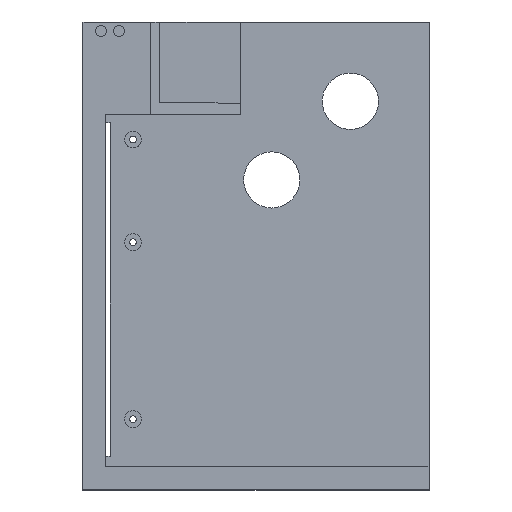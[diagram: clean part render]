
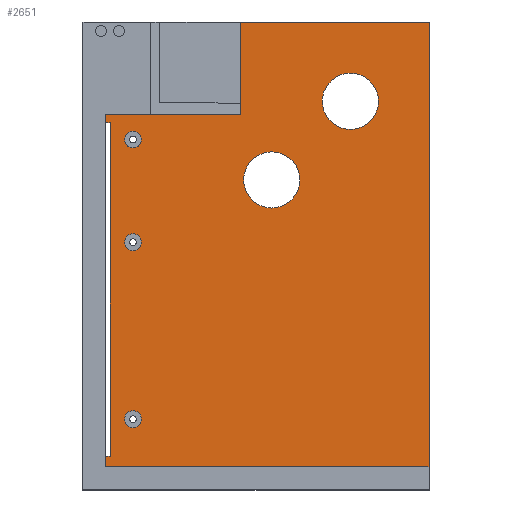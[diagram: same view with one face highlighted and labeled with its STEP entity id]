
A CAD part, top view. The second image highlights one B-rep face of the part: STEP entity #2651.
In plain terms, the highlighted planar face has unit normal (0, 0, 1).
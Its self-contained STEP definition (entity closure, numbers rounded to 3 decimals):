
#289=FACE_BOUND('',#629,.T.);
#290=FACE_BOUND('',#630,.T.);
#291=FACE_BOUND('',#631,.T.);
#292=FACE_BOUND('',#632,.T.);
#293=FACE_BOUND('',#633,.T.);
#349=CIRCLE('',#2752,12.5);
#350=CIRCLE('',#2754,12.5);
#355=CIRCLE('',#2831,3.75);
#356=CIRCLE('',#2832,3.75);
#357=CIRCLE('',#2833,3.75);
#468=FACE_OUTER_BOUND('',#628,.T.);
#628=EDGE_LOOP('',(#2373,#2374,#2375,#2376,#2377,#2378,#2379,#2380));
#629=EDGE_LOOP('',(#2381));
#630=EDGE_LOOP('',(#2382));
#631=EDGE_LOOP('',(#2383));
#632=EDGE_LOOP('',(#2384));
#633=EDGE_LOOP('',(#2385));
#661=LINE('',#3506,#944);
#684=LINE('',#3554,#967);
#756=LINE('',#3756,#1039);
#927=LINE('',#4127,#1210);
#928=LINE('',#4129,#1211);
#929=LINE('',#4131,#1212);
#930=LINE('',#4133,#1213);
#931=LINE('',#4134,#1214);
#944=VECTOR('',#2867,10.);
#967=VECTOR('',#2896,10.);
#1039=VECTOR('',#3052,10.);
#1210=VECTOR('',#3423,10.);
#1211=VECTOR('',#3424,10.);
#1212=VECTOR('',#3425,10.);
#1213=VECTOR('',#3426,10.);
#1214=VECTOR('',#3427,10.);
#1227=VERTEX_POINT('',#3503);
#1228=VERTEX_POINT('',#3505);
#1250=VERTEX_POINT('',#3553);
#1338=VERTEX_POINT('',#3755);
#1373=VERTEX_POINT('',#3846);
#1374=VERTEX_POINT('',#3850);
#1438=VERTEX_POINT('',#4126);
#1439=VERTEX_POINT('',#4128);
#1440=VERTEX_POINT('',#4130);
#1441=VERTEX_POINT('',#4132);
#1442=VERTEX_POINT('',#4135);
#1443=VERTEX_POINT('',#4137);
#1444=VERTEX_POINT('',#4139);
#1453=EDGE_CURVE('',#1227,#1228,#661,.T.);
#1476=EDGE_CURVE('',#1228,#1250,#684,.T.);
#1579=EDGE_CURVE('',#1338,#1250,#756,.T.);
#1627=EDGE_CURVE('',#1373,#1373,#349,.T.);
#1629=EDGE_CURVE('',#1374,#1374,#350,.T.);
#1768=EDGE_CURVE('',#1227,#1438,#927,.T.);
#1769=EDGE_CURVE('',#1438,#1439,#928,.T.);
#1770=EDGE_CURVE('',#1439,#1440,#929,.T.);
#1771=EDGE_CURVE('',#1440,#1441,#930,.T.);
#1772=EDGE_CURVE('',#1441,#1338,#931,.T.);
#1773=EDGE_CURVE('',#1442,#1442,#355,.T.);
#1774=EDGE_CURVE('',#1443,#1443,#356,.T.);
#1775=EDGE_CURVE('',#1444,#1444,#357,.T.);
#2373=ORIENTED_EDGE('',*,*,#1453,.F.);
#2374=ORIENTED_EDGE('',*,*,#1768,.T.);
#2375=ORIENTED_EDGE('',*,*,#1769,.T.);
#2376=ORIENTED_EDGE('',*,*,#1770,.T.);
#2377=ORIENTED_EDGE('',*,*,#1771,.T.);
#2378=ORIENTED_EDGE('',*,*,#1772,.T.);
#2379=ORIENTED_EDGE('',*,*,#1579,.T.);
#2380=ORIENTED_EDGE('',*,*,#1476,.F.);
#2381=ORIENTED_EDGE('',*,*,#1627,.T.);
#2382=ORIENTED_EDGE('',*,*,#1629,.T.);
#2383=ORIENTED_EDGE('',*,*,#1773,.T.);
#2384=ORIENTED_EDGE('',*,*,#1774,.T.);
#2385=ORIENTED_EDGE('',*,*,#1775,.T.);
#2547=PLANE('',#2830);
#2651=ADVANCED_FACE('',(#468,#289,#290,#291,#292,#293),#2547,.T.);
#2752=AXIS2_PLACEMENT_3D('',#3848,#3130,#3131);
#2754=AXIS2_PLACEMENT_3D('',#3852,#3135,#3136);
#2830=AXIS2_PLACEMENT_3D('',#4125,#3421,#3422);
#2831=AXIS2_PLACEMENT_3D('',#4136,#3428,#3429);
#2832=AXIS2_PLACEMENT_3D('',#4138,#3430,#3431);
#2833=AXIS2_PLACEMENT_3D('',#4140,#3432,#3433);
#2867=DIRECTION('',(1.,0.,0.));
#2896=DIRECTION('',(0.,-1.,0.));
#3052=DIRECTION('',(1.,0.,0.));
#3130=DIRECTION('center_axis',(0.,0.,-1.));
#3131=DIRECTION('ref_axis',(-1.,0.,0.));
#3135=DIRECTION('center_axis',(0.,0.,-1.));
#3136=DIRECTION('ref_axis',(-1.,0.,0.));
#3421=DIRECTION('center_axis',(0.,0.,1.));
#3422=DIRECTION('ref_axis',(1.,0.,0.));
#3423=DIRECTION('',(0.,-1.,0.));
#3424=DIRECTION('',(1.,0.,0.));
#3425=DIRECTION('',(0.,-1.,0.));
#3426=DIRECTION('',(-1.,0.,0.));
#3427=DIRECTION('',(0.,-1.,0.));
#3428=DIRECTION('center_axis',(0.,0.,-1.));
#3429=DIRECTION('ref_axis',(1.,0.,0.));
#3430=DIRECTION('center_axis',(0.,0.,-1.));
#3431=DIRECTION('ref_axis',(1.,0.,0.));
#3432=DIRECTION('center_axis',(0.,0.,-1.));
#3433=DIRECTION('ref_axis',(1.,0.,0.));
#3503=CARTESIAN_POINT('',(-12.268,176.49,0.));
#3505=CARTESIAN_POINT('',(131.732,176.49,0.));
#3506=CARTESIAN_POINT('',(134.732,176.49,0.));
#3553=CARTESIAN_POINT('',(131.732,-21.51,0.));
#3554=CARTESIAN_POINT('',(131.732,67.24,0.));
#3755=CARTESIAN_POINT('',(-12.268,-21.51,0.));
#3756=CARTESIAN_POINT('',(212.732,-21.51,0.));
#3846=CARTESIAN_POINT('',(74.232,106.49,0.));
#3848=CARTESIAN_POINT('Origin',(61.732,106.49,0.));
#3850=CARTESIAN_POINT('',(109.232,141.49,0.));
#3852=CARTESIAN_POINT('Origin',(96.732,141.49,0.));
#4125=CARTESIAN_POINT('Origin',(137.732,165.99,0.));
#4126=CARTESIAN_POINT('',(-12.268,131.978,0.));
#4127=CARTESIAN_POINT('',(-12.268,72.24,0.));
#4128=CARTESIAN_POINT('',(-10.16,131.978,0.));
#4129=CARTESIAN_POINT('',(-12.268,131.978,0.));
#4130=CARTESIAN_POINT('',(-10.16,-16.51,0.));
#4131=CARTESIAN_POINT('',(-10.16,288.29,0.));
#4132=CARTESIAN_POINT('',(-12.268,-16.51,0.));
#4133=CARTESIAN_POINT('',(233.68,-16.51,0.));
#4134=CARTESIAN_POINT('',(-12.268,72.24,0.));
#4135=CARTESIAN_POINT('',(-3.75,78.74,0.));
#4136=CARTESIAN_POINT('Origin',(0.,78.74,0.));
#4137=CARTESIAN_POINT('',(-3.75,124.46,0.));
#4138=CARTESIAN_POINT('Origin',(0.,124.46,0.));
#4139=CARTESIAN_POINT('',(-3.75,0.,0.));
#4140=CARTESIAN_POINT('Origin',(0.,0.,0.));
